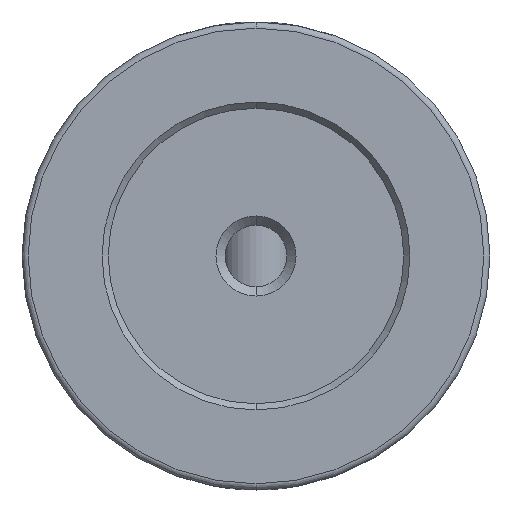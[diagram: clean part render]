
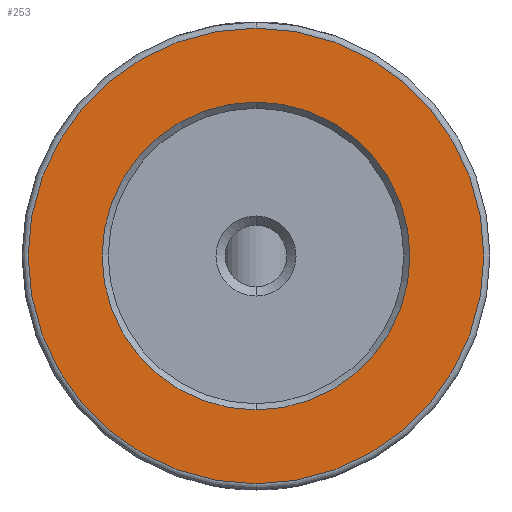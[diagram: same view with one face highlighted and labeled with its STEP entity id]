
A CAD part, front view. The second image highlights one B-rep face of the part: STEP entity #253.
In plain terms, the highlighted planar face has unit normal (0, -1, 0).
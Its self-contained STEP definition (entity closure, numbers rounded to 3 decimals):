
#47 = EDGE_LOOP ( 'NONE', ( #106, #386 ) ) ;
#70 = AXIS2_PLACEMENT_3D ( 'NONE', #901, #512, #914 ) ;
#93 = EDGE_CURVE ( 'NONE', #910, #728, #418, .T. ) ;
#103 = EDGE_CURVE ( 'NONE', #1009, #432, #557, .T. ) ;
#105 = DIRECTION ( 'NONE',  ( 0., 1., 0. ) ) ;
#106 = ORIENTED_EDGE ( 'NONE', *, *, #837, .T. ) ;
#125 = CIRCLE ( 'NONE', #744, 18.5 ) ;
#187 = AXIS2_PLACEMENT_3D ( 'NONE', #850, #465, #771 ) ;
#210 = CARTESIAN_POINT ( 'NONE',  ( -85.227, -204.261, 412.5 ) ) ;
#220 = PLANE ( 'NONE',  #187 ) ;
#222 = CARTESIAN_POINT ( 'NONE',  ( -85.227, -204.261, 418.5 ) ) ;
#224 = DIRECTION ( 'NONE',  ( 0., -1., 0. ) ) ;
#240 = ORIENTED_EDGE ( 'NONE', *, *, #568, .T. ) ;
#246 = AXIS2_PLACEMENT_3D ( 'NONE', #279, #824, #593 ) ;
#253 = ADVANCED_FACE ( 'NONE', ( #684, #533 ), #220, .F. ) ;
#256 = CARTESIAN_POINT ( 'NONE',  ( -85.227, -204.261, 400. ) ) ;
#279 = CARTESIAN_POINT ( 'NONE',  ( -85.227, -204.261, 400. ) ) ;
#386 = ORIENTED_EDGE ( 'NONE', *, *, #103, .T. ) ;
#418 = CIRCLE ( 'NONE', #70, 12.5 ) ;
#432 = VERTEX_POINT ( 'NONE', #222 ) ;
#465 = DIRECTION ( 'NONE',  ( 0., 1., 0. ) ) ;
#479 = CIRCLE ( 'NONE', #558, 12.5 ) ;
#505 = CARTESIAN_POINT ( 'NONE',  ( -85.227, -204.261, 400. ) ) ;
#512 = DIRECTION ( 'NONE',  ( 0., 1., 0. ) ) ;
#533 = FACE_OUTER_BOUND ( 'NONE', #47, .T. ) ;
#555 = DIRECTION ( 'NONE',  ( 0., 0., 1. ) ) ;
#557 = CIRCLE ( 'NONE', #246, 18.5 ) ;
#558 = AXIS2_PLACEMENT_3D ( 'NONE', #256, #105, #555 ) ;
#568 = EDGE_CURVE ( 'NONE', #728, #910, #479, .T. ) ;
#593 = DIRECTION ( 'NONE',  ( 0., 0., 1. ) ) ;
#653 = ORIENTED_EDGE ( 'NONE', *, *, #93, .T. ) ;
#684 = FACE_BOUND ( 'NONE', #883, .T. ) ;
#698 = CARTESIAN_POINT ( 'NONE',  ( -85.227, -204.261, 381.5 ) ) ;
#728 = VERTEX_POINT ( 'NONE', #210 ) ;
#744 = AXIS2_PLACEMENT_3D ( 'NONE', #505, #224, #999 ) ;
#771 = DIRECTION ( 'NONE',  ( 0., 0., 1. ) ) ;
#787 = CARTESIAN_POINT ( 'NONE',  ( -85.227, -204.261, 387.5 ) ) ;
#824 = DIRECTION ( 'NONE',  ( 0., -1., 0. ) ) ;
#837 = EDGE_CURVE ( 'NONE', #432, #1009, #125, .T. ) ;
#850 = CARTESIAN_POINT ( 'NONE',  ( -85.227, -204.261, 400. ) ) ;
#883 = EDGE_LOOP ( 'NONE', ( #240, #653 ) ) ;
#901 = CARTESIAN_POINT ( 'NONE',  ( -85.227, -204.261, 400. ) ) ;
#910 = VERTEX_POINT ( 'NONE', #787 ) ;
#914 = DIRECTION ( 'NONE',  ( 0., 0., 1. ) ) ;
#999 = DIRECTION ( 'NONE',  ( 0., 0., 1. ) ) ;
#1009 = VERTEX_POINT ( 'NONE', #698 ) ;
